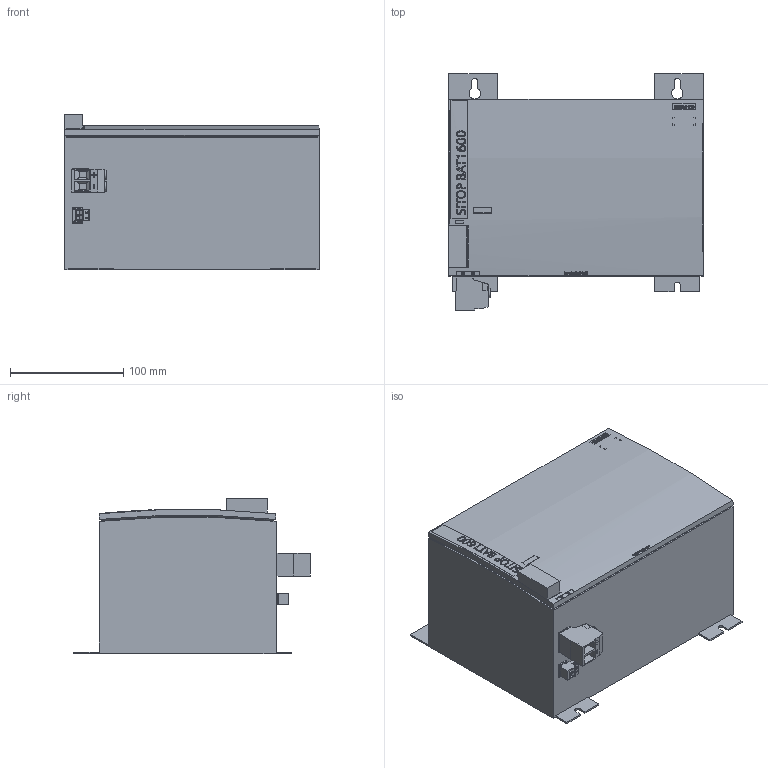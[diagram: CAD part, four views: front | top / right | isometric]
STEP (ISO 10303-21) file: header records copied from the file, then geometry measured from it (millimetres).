
FILE_DESCRIPTION(/* description */ (''),/* implementation_level */ '2;1');
FILE_NAME(/* name */ 'A5E51084477T_RS-AA_001_2-6EP4135-0GL00-0AY0-low_1.stp',/* time_stamp */ '2022-09-07T11:41:48+03:00',/* author */ (''),/* organization */ (''),/* preprocessor_version */ 'ST-DEVELOPER v18.1',/* originating_system */ 'SIEMENS PLM Software NX 1973',/* authorisation */ '');
FILE_SCHEMA (('AUTOMOTIVE_DESIGN { 1 0 10303 214 3 1 1 1 }'));
Bounding box: 225.03 x 209.45 x 137.44 mm (x, y, z)
Volume: 4052548.9 mm3; surface area: 280227 mm2
Topology: 48 solids, 50 shells, 1687 faces, 4467 edges, 2945 vertices
Faces by surface type: plane 1169, cylinder 276, extrusion 196, bspline 18, cone 14, torus 10, revolution 2, sphere 2
Full cylindrical faces by diameter (mm): 0.609 x1, 1.4 x2, 2.8 x1, 3.783 x2, 4 x2, 6.3 x2, 8.3 x2
Entity records: 69718 total; most frequent: CRTPNT 20998, ORNEDG 8892, DRCTN 7806, EDGCRV 4446, VECTOR 3148, LINE 2952, VRTPNT 2942, A2PL3D 2328
